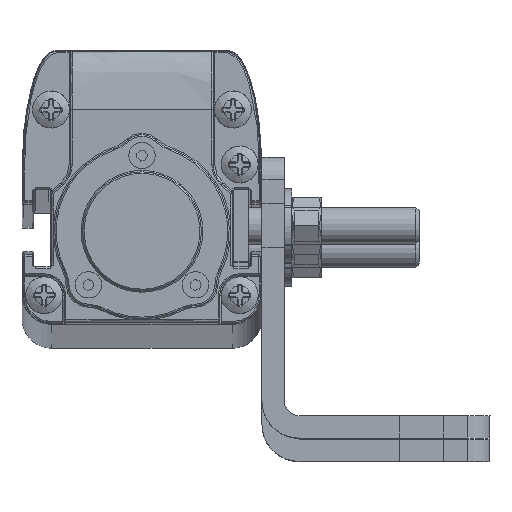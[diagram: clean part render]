
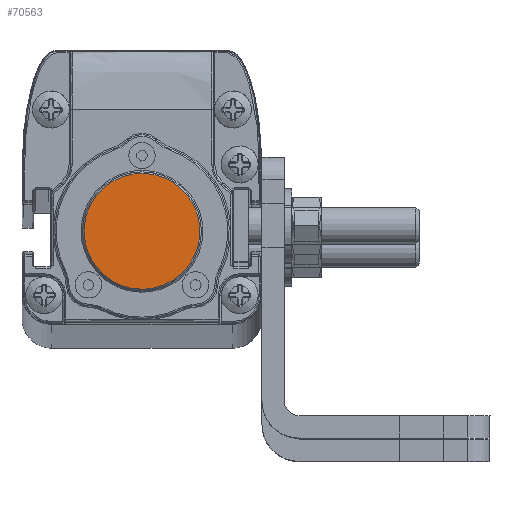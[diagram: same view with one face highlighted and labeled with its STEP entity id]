
A CAD part, top view. The second image highlights one B-rep face of the part: STEP entity #70563.
In plain terms, the highlighted planar face has unit normal (0, 0, 1).
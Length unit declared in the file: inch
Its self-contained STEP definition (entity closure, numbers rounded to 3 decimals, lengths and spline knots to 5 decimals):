
#783 = CARTESIAN_POINT ( 'NONE',  ( 0.0402, -0.30709, 74.14583 ) ) ;
#1137 = CARTESIAN_POINT ( 'NONE',  ( -0.24557, 0.18872, 74.14583 ) ) ;
#1719 = CARTESIAN_POINT ( 'NONE',  ( 0.29909, 0.08038, 74.14583 ) ) ;
#2731 = EDGE_CURVE ( 'NONE', #74324, #85953, #60282, .T. ) ;
#5411 = DIRECTION ( 'NONE',  ( 0., 0., 1. ) ) ;
#7777 = CARTESIAN_POINT ( 'NONE',  ( -0.30709, -0.0402, 74.14583 ) ) ;
#8060 = CARTESIAN_POINT ( 'NONE',  ( 0.24557, 0.18872, 74.14583 ) ) ;
#8101 = CARTESIAN_POINT ( 'NONE',  ( -0.29909, 0.08038, 74.14583 ) ) ;
#14122 = CARTESIAN_POINT ( 'NONE',  ( -0.24557, -0.18872, 74.14583 ) ) ;
#15609 = CARTESIAN_POINT ( 'NONE',  ( 0., -0.30709, 74.14583 ) ) ;
#15976 = CARTESIAN_POINT ( 'NONE',  ( -0.18872, 0.24557, 74.14583 ) ) ;
#16531 = CARTESIAN_POINT ( 'NONE',  ( 0., 0.30709, 74.14583 ) ) ;
#20438 = CARTESIAN_POINT ( 'NONE',  ( -0.08038, -0.29909, 74.14583 ) ) ;
#21934 = CARTESIAN_POINT ( 'NONE',  ( 0., -0.30709, 74.14583 ) ) ;
#22639 = CARTESIAN_POINT ( 'NONE',  ( 0.26833, 0.15465, 74.14583 ) ) ;
#23316 = CARTESIAN_POINT ( 'NONE',  ( -0.15465, 0.26833, 74.14583 ) ) ;
#26468 = B_SPLINE_CURVE_WITH_KNOTS ( 'NONE', 3,
 ( #35074, #42400, #20438, #57012, #57632, #14122, #86898, #43357, #7777, #51598, #8101, #73848, #1137, #15976, #23316, #58571, #87856, #66839 ),
 .UNSPECIFIED., .F., .F.,
 ( 4, 2, 2, 2, 2, 2, 2, 2, 4 ),
 ( 0., 0.125, 0.25, 0.375, 0.5, 0.625, 0.75, 0.875, 1. ),
 .UNSPECIFIED. ) ;
#29899 = CARTESIAN_POINT ( 'NONE',  ( 0.08038, -0.29909, 74.14583 ) ) ;
#30521 = CARTESIAN_POINT ( 'NONE',  ( 0.18872, 0.24557, 74.14583 ) ) ;
#30852 = CARTESIAN_POINT ( 'NONE',  ( 0.15465, -0.26833, 74.14583 ) ) ;
#33974 = PLANE ( 'NONE',  #67219 ) ;
#34898 = DIRECTION ( 'NONE',  ( 1., 0., 0. ) ) ;
#35074 = CARTESIAN_POINT ( 'NONE',  ( 0., -0.30709, 74.14583 ) ) ;
#40260 = FACE_OUTER_BOUND ( 'NONE', #51724, .T. ) ;
#42400 = CARTESIAN_POINT ( 'NONE',  ( -0.0402, -0.30709, 74.14583 ) ) ;
#43357 = CARTESIAN_POINT ( 'NONE',  ( -0.29909, -0.08038, 74.14583 ) ) ;
#44253 = CARTESIAN_POINT ( 'NONE',  ( 0.24557, -0.18872, 74.14583 ) ) ;
#44564 = CARTESIAN_POINT ( 'NONE',  ( 0.26833, -0.15465, 74.14583 ) ) ;
#45507 = CARTESIAN_POINT ( 'NONE',  ( 0.30709, -0.0402, 74.14583 ) ) ;
#48625 = CARTESIAN_POINT ( 'NONE',  ( -0.61417, -0.53189, 74.14583 ) ) ;
#51598 = CARTESIAN_POINT ( 'NONE',  ( -0.30709, 0.0402, 74.14583 ) ) ;
#51724 = EDGE_LOOP ( 'NONE', ( #55759, #65014 ) ) ;
#52188 = CARTESIAN_POINT ( 'NONE',  ( 0.30709, 0.0402, 74.14583 ) ) ;
#55759 = ORIENTED_EDGE ( 'NONE', *, *, #2731, .F. ) ;
#57012 = CARTESIAN_POINT ( 'NONE',  ( -0.15465, -0.26833, 74.14583 ) ) ;
#57632 = CARTESIAN_POINT ( 'NONE',  ( -0.18872, -0.24557, 74.14583 ) ) ;
#58571 = CARTESIAN_POINT ( 'NONE',  ( -0.08038, 0.29909, 74.14583 ) ) ;
#59174 = CARTESIAN_POINT ( 'NONE',  ( 0.08038, 0.29909, 74.14583 ) ) ;
#60282 = B_SPLINE_CURVE_WITH_KNOTS ( 'NONE', 3,
 ( #16531, #87821, #59174, #89066, #30521, #8060, #22639, #1719, #52188, #45507, #73506, #44564, #44253, #66185, #30852, #29899, #783, #15609 ),
 .UNSPECIFIED., .F., .F.,
 ( 4, 2, 2, 2, 2, 2, 2, 2, 4 ),
 ( 0., 0.125, 0.25, 0.375, 0.5, 0.625, 0.75, 0.875, 1. ),
 .UNSPECIFIED. ) ;
#65014 = ORIENTED_EDGE ( 'NONE', *, *, #76484, .F. ) ;
#66185 = CARTESIAN_POINT ( 'NONE',  ( 0.18872, -0.24557, 74.14583 ) ) ;
#66839 = CARTESIAN_POINT ( 'NONE',  ( 0., 0.30709, 74.14583 ) ) ;
#67219 = AXIS2_PLACEMENT_3D ( 'NONE', #48625, #5411, #34898 ) ;
#70563 = ADVANCED_FACE ( 'NONE', ( #40260 ), #33974, .T. ) ;
#73506 = CARTESIAN_POINT ( 'NONE',  ( 0.29909, -0.08038, 74.14583 ) ) ;
#73848 = CARTESIAN_POINT ( 'NONE',  ( -0.26833, 0.15465, 74.14583 ) ) ;
#74324 = VERTEX_POINT ( 'NONE', #74768 ) ;
#74768 = CARTESIAN_POINT ( 'NONE',  ( 0., 0.30709, 74.14583 ) ) ;
#76484 = EDGE_CURVE ( 'NONE', #85953, #74324, #26468, .T. ) ;
#85953 = VERTEX_POINT ( 'NONE', #21934 ) ;
#86898 = CARTESIAN_POINT ( 'NONE',  ( -0.26833, -0.15465, 74.14583 ) ) ;
#87821 = CARTESIAN_POINT ( 'NONE',  ( 0.0402, 0.30709, 74.14583 ) ) ;
#87856 = CARTESIAN_POINT ( 'NONE',  ( -0.0402, 0.30709, 74.14583 ) ) ;
#89066 = CARTESIAN_POINT ( 'NONE',  ( 0.15465, 0.26833, 74.14583 ) ) ;
